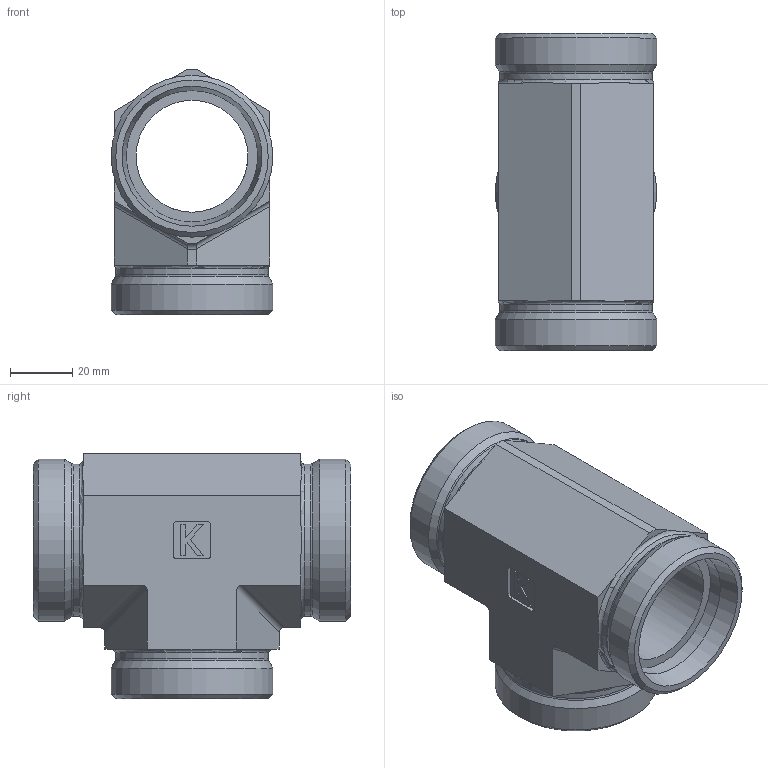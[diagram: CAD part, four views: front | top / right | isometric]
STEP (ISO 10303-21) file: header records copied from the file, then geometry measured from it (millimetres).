
FILE_DESCRIPTION((''),'2;1');
FILE_NAME('371425252.stp','2014-08-13T15:35:38',(''),('KNOMI spol. s r. o.'),'Autodesk Inventor 2012','Autodesk Inventor 2012','');
FILE_SCHEMA(('AUTOMOTIVE_DESIGN { 1 2 10303 214 0 1 1 1 }'));
Length unit declared in the file: millimetre
Products named in the file (1): TS2 42L   3xM52x2
Bounding box: 52 x 102 x 79 mm (x, y, z)
Volume: 121971.9 mm3; surface area: 38647.6 mm2
Topology: 1 solids, 1 shells, 95 faces, 256 edges, 167 vertices
Faces by surface type: plane 59, cylinder 21, cone 9, torus 6
Full cylindrical faces by diameter (mm): 36 x2, 42.25 x3, 49 x3, 52 x3
Entity records: 2914 total; most frequent: CARTESIAN_POINT 644, DIRECTION 466, ORIENTED_EDGE 436, EDGE_CURVE 218, AXIS2_PLACEMENT_3D 170, VERTEX_POINT 156, EDGE_LOOP 130, VECTOR 126
